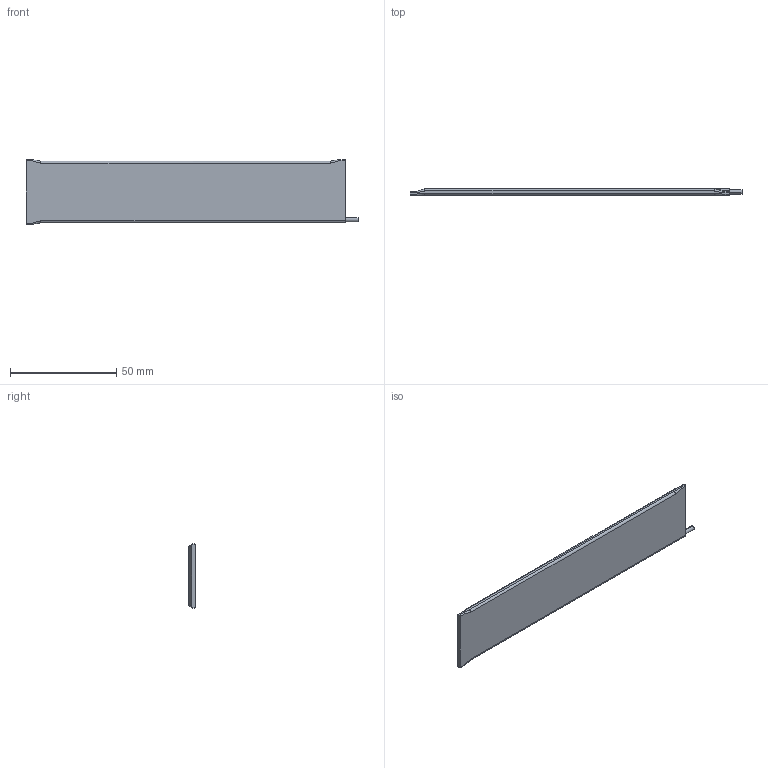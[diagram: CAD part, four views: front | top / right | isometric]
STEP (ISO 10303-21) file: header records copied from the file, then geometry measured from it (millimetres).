
FILE_DESCRIPTION (( 'STEP AP214' ), '1' );
FILE_NAME ('CELSIA_W30.3L150.0T3.0.STEP', '2025-11-14T10:23:38', ( '' ), ( '' ), 'SwSTEP 2.0', 'SolidWorks 2023', '' );
FILE_SCHEMA (( 'AUTOMOTIVE_DESIGN' ));
Length unit declared in the file: millimetre
Products named in the file (1): CELSIA_W30.3L150.0T3.0
Bounding box: 156 x 3 x 30.3 mm (x, y, z)
Volume: 12559.6 mm3; surface area: 9520.5 mm2
Topology: 1 solids, 1 shells, 276 faces, 720 edges, 474 vertices
Faces by surface type: plane 133, bspline 129, cylinder 14
Entity records: 15497 total; most frequent: CARTESIAN_POINT 9575, ORIENTED_EDGE 1440, DIRECTION 775, EDGE_CURVE 720, VERTEX_POINT 474, LINE 443, VECTOR 443, EDGE_LOOP 304
